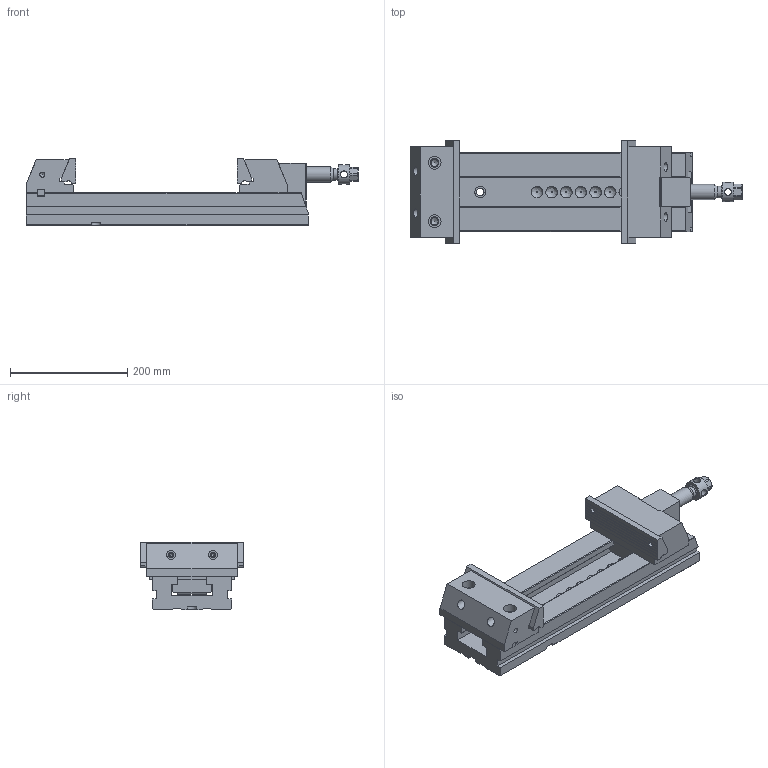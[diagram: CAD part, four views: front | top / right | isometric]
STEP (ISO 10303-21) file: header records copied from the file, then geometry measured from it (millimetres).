
FILE_DESCRIPTION(/* description */ (''),/* implementation_level */ '2;1');
FILE_NAME(/* name */ '30_175L_Mordaza.stp',/* time_stamp */ '2013-11-04T10:56:25+01:00',/* author */ (''),/* organization */ (''),/* preprocessor_version */ 'ST-DEVELOPER v11',/* originating_system */ 'SIEMENS PLM Software NX 7.5',/* authorisation */ '');
FILE_SCHEMA (('CONFIG_CONTROL_DESIGN'));
Length unit declared in the file: millimetre
Products named in the file (1): 30_175L_Mordaza
Bounding box: 567.23 x 175 x 114.5 mm (x, y, z)
Volume: 4084045.4 mm3; surface area: 518024.8 mm2
Topology: 12 solids, 12 shells, 461 faces, 1239 edges, 820 vertices
Faces by surface type: plane 301, cylinder 97, cone 43, torus 9, bspline 9, sphere 2
Full cylindrical faces by diameter (mm): 4.351 x1, 5.188 x5, 6.985 x4, 8.5 x4, 8.782 x6, 10 x4, 10.579 x4, 12 x4, 12.376 x2, 13 x6, 15 x6, 16 x2, 16.5 x1, 19 x6, 20 x5, 21.25 x1, 22 x2, 26 x1, 30 x2, 33.8 x1, 34 x3
Entity records: 13866 total; most frequent: CARTESIAN_POINT 2905, DIRECTION 2195, ORIENTED_EDGE 2076, EDGE_CURVE 1038, VERTEX_POINT 770, AXIS2_PLACEMENT_3D 748, LINE 699, VECTOR 699
